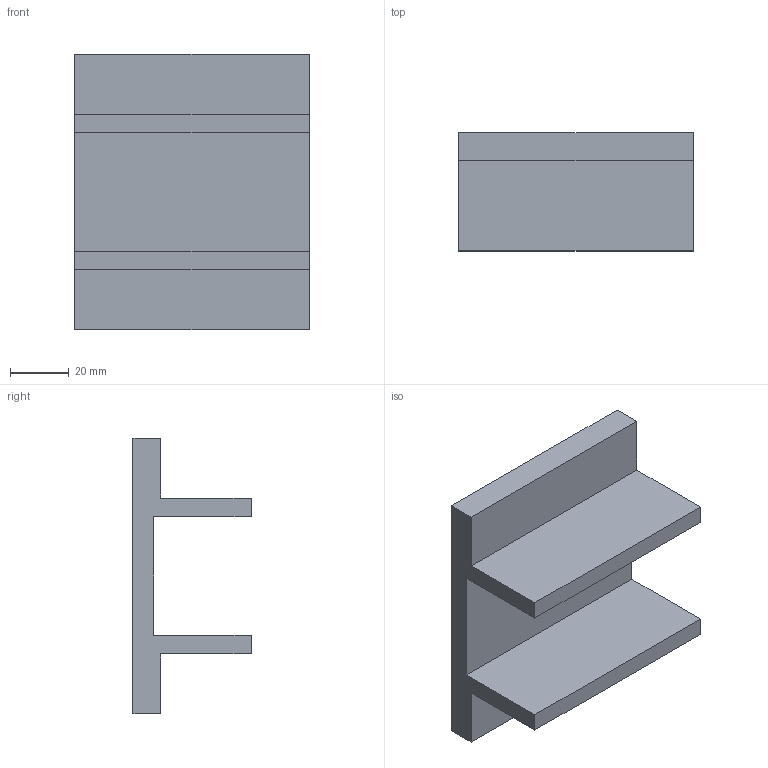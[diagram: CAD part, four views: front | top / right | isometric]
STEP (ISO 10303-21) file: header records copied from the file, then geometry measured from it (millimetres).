
FILE_DESCRIPTION(('STEP AP214'),'1');
FILE_NAME('cctmp_0E2E4FB7-8EDB-4EE1-8998-58BADD00A89C_2025_01_13_08_47_58_0419_5996..stp','2025-01-13T07:47:58',('Bosch Rexroth AG'),('CADClick - www.CADClick.com'),'Spatial InterOp 3D',' ','unknown authorization - (Healing Option Enabled)');
FILE_SCHEMA(('AUTOMOTIVE_DESIGN'));
Length unit declared in the file: millimetre
Products named in the file (1): 2025_01_13_08_47_58_0404
Bounding box: 80 x 40.3 x 94 mm (x, y, z)
Volume: 95222.4 mm3; surface area: 29180.6 mm2
Topology: 1 solids, 1 shells, 14 faces, 36 edges, 24 vertices
Faces by surface type: plane 14
Entity records: 556 total; most frequent: CARTESIAN_POINT 75, ORIENTED_EDGE 72, DIRECTION 66, EDGE_CURVE 36, LINE 36, VECTOR 36, VERTEX_POINT 24, STYLED_ITEM 15
